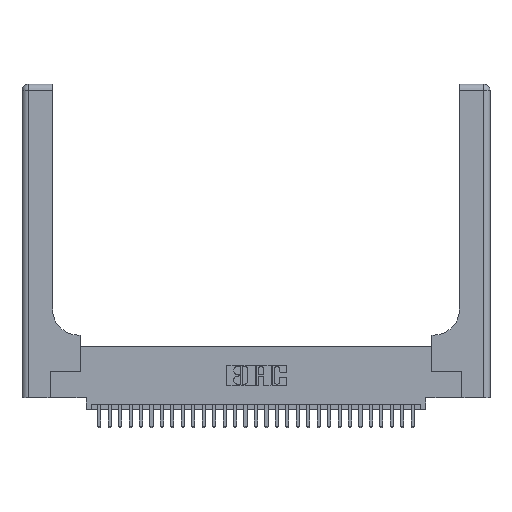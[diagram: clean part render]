
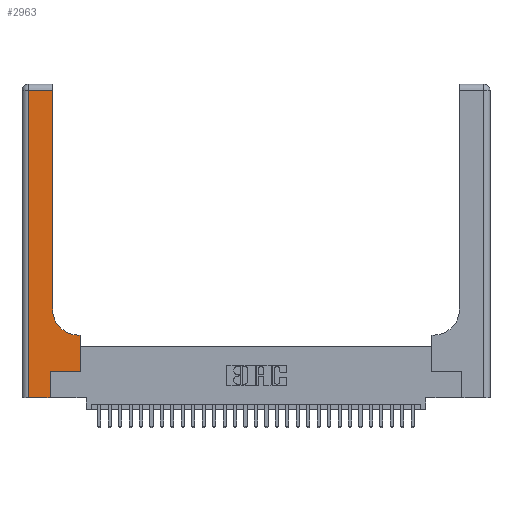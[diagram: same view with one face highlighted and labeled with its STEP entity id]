
A CAD part, top view. The second image highlights one B-rep face of the part: STEP entity #2963.
In plain terms, the highlighted planar face has unit normal (0, 0, 1).
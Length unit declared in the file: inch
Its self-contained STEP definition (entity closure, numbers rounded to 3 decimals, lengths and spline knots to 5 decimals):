
#101 = ORIENTED_EDGE ( 'NONE', *, *, #30779, .T. ) ;
#374 = CARTESIAN_POINT ( 'NONE',  ( 0.2915, 0.85, 0.37 ) ) ;
#403 = EDGE_LOOP ( 'NONE', ( #22579, #1957, #7513, #6232, #5494, #4046, #101, #8849, #14000 ) ) ;
#1135 = DIRECTION ( 'NONE',  ( 0., -1., 0. ) ) ;
#1276 = CARTESIAN_POINT ( 'NONE',  ( 0.06, 2.94, 0.37 ) ) ;
#1394 = VERTEX_POINT ( 'NONE', #30516 ) ;
#1397 = CIRCLE ( 'NONE', #25609, 0.25 ) ;
#1868 = VERTEX_POINT ( 'NONE', #17988 ) ;
#1957 = ORIENTED_EDGE ( 'NONE', *, *, #27320, .T. ) ;
#2133 = CARTESIAN_POINT ( 'NONE',  ( 0., 2.94, 0.37 ) ) ;
#2357 = CARTESIAN_POINT ( 'NONE',  ( 0.5415, 0.85, 0.37 ) ) ;
#2963 = ADVANCED_FACE ( 'NONE', ( #17460 ), #11838, .F. ) ;
#3597 = LINE ( 'NONE', #22801, #26999 ) ;
#3967 = CARTESIAN_POINT ( 'NONE',  ( 0.2915, 2.94, 0.37 ) ) ;
#4046 = ORIENTED_EDGE ( 'NONE', *, *, #12399, .T. ) ;
#4456 = CARTESIAN_POINT ( 'NONE',  ( 0.2915, 0.6, 0.37 ) ) ;
#4718 = CARTESIAN_POINT ( 'NONE',  ( 0., 3., 0.37 ) ) ;
#5494 = ORIENTED_EDGE ( 'NONE', *, *, #30105, .T. ) ;
#5884 = VERTEX_POINT ( 'NONE', #1276 ) ;
#6232 = ORIENTED_EDGE ( 'NONE', *, *, #8778, .T. ) ;
#6727 = DIRECTION ( 'NONE',  ( -1., 0., 0. ) ) ;
#7357 = VECTOR ( 'NONE', #27549, 39.37008 ) ;
#7513 = ORIENTED_EDGE ( 'NONE', *, *, #17745, .T. ) ;
#8153 = VECTOR ( 'NONE', #6727, 39.37008 ) ;
#8778 = EDGE_CURVE ( 'NONE', #22604, #25004, #28581, .T. ) ;
#8849 = ORIENTED_EDGE ( 'NONE', *, *, #29510, .T. ) ;
#8916 = EDGE_CURVE ( 'NONE', #26651, #20726, #1397, .T. ) ;
#9631 = VECTOR ( 'NONE', #29642, 39.37008 ) ;
#9882 = VERTEX_POINT ( 'NONE', #24413 ) ;
#10179 = CARTESIAN_POINT ( 'NONE',  ( 0.269, 0.25, 0.37 ) ) ;
#10280 = CARTESIAN_POINT ( 'NONE',  ( 0., 0., 0.37 ) ) ;
#10811 = VECTOR ( 'NONE', #1135, 39.37008 ) ;
#11550 = LINE ( 'NONE', #30427, #10811 ) ;
#11838 = PLANE ( 'NONE',  #30934 ) ;
#12354 = LINE ( 'NONE', #26480, #24537 ) ;
#12399 = EDGE_CURVE ( 'NONE', #9882, #1868, #20271, .T. ) ;
#14000 = ORIENTED_EDGE ( 'NONE', *, *, #8916, .T. ) ;
#14360 = DIRECTION ( 'NONE',  ( 0., 0., -1. ) ) ;
#14429 = DIRECTION ( 'NONE',  ( 0., 1., 0. ) ) ;
#14613 = DIRECTION ( 'NONE',  ( -1., 0., 0. ) ) ;
#14671 = DIRECTION ( 'NONE',  ( 1., 0., 0. ) ) ;
#15844 = CARTESIAN_POINT ( 'NONE',  ( 0.06, 0., 0.37 ) ) ;
#16051 = LINE ( 'NONE', #30590, #25547 ) ;
#17090 = EDGE_CURVE ( 'NONE', #20726, #30878, #12354, .T. ) ;
#17460 = FACE_OUTER_BOUND ( 'NONE', #403, .T. ) ;
#17745 = EDGE_CURVE ( 'NONE', #5884, #22604, #11550, .T. ) ;
#17988 = CARTESIAN_POINT ( 'NONE',  ( 0.5585, 0.25, 0.37 ) ) ;
#20271 = LINE ( 'NONE', #10179, #7357 ) ;
#20362 = CARTESIAN_POINT ( 'NONE',  ( 0.5415, 0.6, 0.37 ) ) ;
#20726 = VERTEX_POINT ( 'NONE', #374 ) ;
#22579 = ORIENTED_EDGE ( 'NONE', *, *, #17090, .T. ) ;
#22604 = VERTEX_POINT ( 'NONE', #15844 ) ;
#22718 = VECTOR ( 'NONE', #28649, 39.37008 ) ;
#22801 = CARTESIAN_POINT ( 'NONE',  ( 0.5585, 0.25, 0.37 ) ) ;
#24394 = DIRECTION ( 'NONE',  ( 0., 0., -1. ) ) ;
#24413 = CARTESIAN_POINT ( 'NONE',  ( 0.269, 0.25, 0.37 ) ) ;
#24481 = LINE ( 'NONE', #4456, #8153 ) ;
#24537 = VECTOR ( 'NONE', #14429, 39.37008 ) ;
#25004 = VERTEX_POINT ( 'NONE', #25914 ) ;
#25201 = DIRECTION ( 'NONE',  ( 0., 1., 0. ) ) ;
#25547 = VECTOR ( 'NONE', #30699, 39.37008 ) ;
#25609 = AXIS2_PLACEMENT_3D ( 'NONE', #2357, #14360, #14671 ) ;
#25914 = CARTESIAN_POINT ( 'NONE',  ( 0.269, 0., 0.37 ) ) ;
#26480 = CARTESIAN_POINT ( 'NONE',  ( 0.2915, 3., 0.37 ) ) ;
#26651 = VERTEX_POINT ( 'NONE', #20362 ) ;
#26999 = VECTOR ( 'NONE', #25201, 39.37008 ) ;
#27320 = EDGE_CURVE ( 'NONE', #30878, #5884, #29100, .T. ) ;
#27549 = DIRECTION ( 'NONE',  ( 1., 0., 0. ) ) ;
#28581 = LINE ( 'NONE', #10280, #9631 ) ;
#28649 = DIRECTION ( 'NONE',  ( -1., 0., 0. ) ) ;
#29100 = LINE ( 'NONE', #2133, #22718 ) ;
#29510 = EDGE_CURVE ( 'NONE', #1394, #26651, #24481, .T. ) ;
#29642 = DIRECTION ( 'NONE',  ( 1., 0., 0. ) ) ;
#30105 = EDGE_CURVE ( 'NONE', #25004, #9882, #16051, .T. ) ;
#30427 = CARTESIAN_POINT ( 'NONE',  ( 0.06, 3., 0.37 ) ) ;
#30516 = CARTESIAN_POINT ( 'NONE',  ( 0.5585, 0.6, 0.37 ) ) ;
#30590 = CARTESIAN_POINT ( 'NONE',  ( 0.269, 0., 0.37 ) ) ;
#30699 = DIRECTION ( 'NONE',  ( 0., 1., 0. ) ) ;
#30779 = EDGE_CURVE ( 'NONE', #1868, #1394, #3597, .T. ) ;
#30878 = VERTEX_POINT ( 'NONE', #3967 ) ;
#30934 = AXIS2_PLACEMENT_3D ( 'NONE', #4718, #24394, #14613 ) ;
